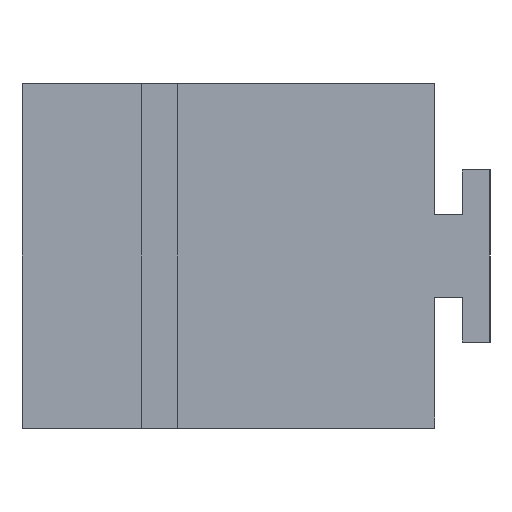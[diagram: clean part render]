
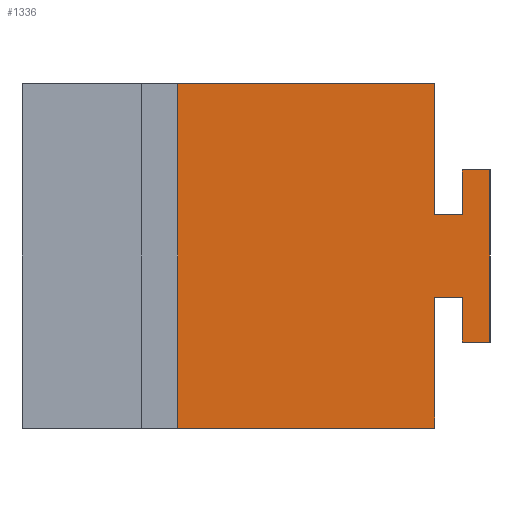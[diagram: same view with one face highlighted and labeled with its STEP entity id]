
A CAD part, left-side view. The second image highlights one B-rep face of the part: STEP entity #1336.
In plain terms, the highlighted planar face has unit normal (-1, 0, 0).
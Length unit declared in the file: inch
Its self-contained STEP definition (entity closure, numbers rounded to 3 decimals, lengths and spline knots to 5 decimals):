
#1252=AXIS2_PLACEMENT_3D('Plane Axis2P3D',#1249,#1250,#1251) ;
#52=CARTESIAN_POINT('Vertex',(0.,1.8675,-2.5)) ;
#55=CARTESIAN_POINT('Line Origine',(0.,1.8675,-1.25)) ;
#59=CARTESIAN_POINT('Vertex',(0.,1.8675,0.)) ;
#532=CARTESIAN_POINT('Vertex',(0.,0.,-2.5)) ;
#535=CARTESIAN_POINT('Line Origine',(0.,0.93375,-2.5)) ;
#1249=CARTESIAN_POINT('Axis2P3D Location',(0.,3.,0.)) ;
#1254=CARTESIAN_POINT('Line Origine',(0.,0.,-2.025)) ;
#1258=CARTESIAN_POINT('Vertex',(0.,0.,-1.55)) ;
#1261=CARTESIAN_POINT('Line Origine',(0.,-0.1,-1.55)) ;
#1265=CARTESIAN_POINT('Vertex',(0.,-0.2,-1.55)) ;
#1268=CARTESIAN_POINT('Line Origine',(0.,-0.2,-1.7125)) ;
#1272=CARTESIAN_POINT('Vertex',(0.,-0.2,-1.875)) ;
#1275=CARTESIAN_POINT('Line Origine',(0.,-0.3,-1.875)) ;
#1279=CARTESIAN_POINT('Vertex',(0.,-0.4,-1.875)) ;
#1282=CARTESIAN_POINT('Line Origine',(0.,-0.4,-1.25)) ;
#1286=CARTESIAN_POINT('Vertex',(0.,-0.4,-0.625)) ;
#1289=CARTESIAN_POINT('Line Origine',(0.,-0.3,-0.625)) ;
#1293=CARTESIAN_POINT('Vertex',(0.,-0.2,-0.625)) ;
#1296=CARTESIAN_POINT('Line Origine',(0.,-0.2,-0.7875)) ;
#1300=CARTESIAN_POINT('Vertex',(0.,-0.2,-0.95)) ;
#1303=CARTESIAN_POINT('Line Origine',(0.,-0.1,-0.95)) ;
#1307=CARTESIAN_POINT('Vertex',(0.,0.,-0.95)) ;
#1310=CARTESIAN_POINT('Line Origine',(0.,0.,-0.475)) ;
#1314=CARTESIAN_POINT('Vertex',(0.,0.,0.)) ;
#1317=CARTESIAN_POINT('Line Origine',(0.,0.93375,0.)) ;
#56=DIRECTION('Vector Direction',(0.,0.,1.)) ;
#536=DIRECTION('Vector Direction',(0.,-1.,0.)) ;
#1250=DIRECTION('Axis2P3D Direction',(1.,0.,0.)) ;
#1251=DIRECTION('Axis2P3D XDirection',(0.,-1.,0.)) ;
#1255=DIRECTION('Vector Direction',(0.,0.,-1.)) ;
#1262=DIRECTION('Vector Direction',(0.,-1.,0.)) ;
#1269=DIRECTION('Vector Direction',(0.,0.,-1.)) ;
#1276=DIRECTION('Vector Direction',(0.,-1.,0.)) ;
#1283=DIRECTION('Vector Direction',(0.,0.,1.)) ;
#1290=DIRECTION('Vector Direction',(0.,1.,0.)) ;
#1297=DIRECTION('Vector Direction',(0.,0.,-1.)) ;
#1304=DIRECTION('Vector Direction',(0.,1.,0.)) ;
#1311=DIRECTION('Vector Direction',(0.,0.,-1.)) ;
#1318=DIRECTION('Vector Direction',(0.,-1.,0.)) ;
#57=VECTOR('Line Direction',#56,0.03937) ;
#537=VECTOR('Line Direction',#536,0.03937) ;
#1256=VECTOR('Line Direction',#1255,0.03937) ;
#1263=VECTOR('Line Direction',#1262,0.03937) ;
#1270=VECTOR('Line Direction',#1269,0.03937) ;
#1277=VECTOR('Line Direction',#1276,0.03937) ;
#1284=VECTOR('Line Direction',#1283,0.03937) ;
#1291=VECTOR('Line Direction',#1290,0.03937) ;
#1298=VECTOR('Line Direction',#1297,0.03937) ;
#1305=VECTOR('Line Direction',#1304,0.03937) ;
#1312=VECTOR('Line Direction',#1311,0.03937) ;
#1319=VECTOR('Line Direction',#1318,0.03937) ;
#1323=ORIENTED_EDGE('',*,*,#61,.F.) ;
#1324=ORIENTED_EDGE('',*,*,#539,.T.) ;
#1325=ORIENTED_EDGE('',*,*,#1260,.T.) ;
#1326=ORIENTED_EDGE('',*,*,#1267,.T.) ;
#1327=ORIENTED_EDGE('',*,*,#1274,.T.) ;
#1328=ORIENTED_EDGE('',*,*,#1281,.T.) ;
#1329=ORIENTED_EDGE('',*,*,#1288,.T.) ;
#1330=ORIENTED_EDGE('',*,*,#1295,.T.) ;
#1331=ORIENTED_EDGE('',*,*,#1302,.T.) ;
#1332=ORIENTED_EDGE('',*,*,#1309,.T.) ;
#1333=ORIENTED_EDGE('',*,*,#1316,.T.) ;
#1334=ORIENTED_EDGE('',*,*,#1321,.F.) ;
#1336=ADVANCED_FACE('MASTER MODEL',(#1335),#1253,.F.) ;
#61=EDGE_CURVE('',#53,#60,#58,.T.) ;
#539=EDGE_CURVE('',#53,#533,#538,.T.) ;
#1260=EDGE_CURVE('',#533,#1259,#1257,.F.) ;
#1267=EDGE_CURVE('',#1259,#1266,#1264,.T.) ;
#1274=EDGE_CURVE('',#1266,#1273,#1271,.T.) ;
#1281=EDGE_CURVE('',#1273,#1280,#1278,.T.) ;
#1288=EDGE_CURVE('',#1280,#1287,#1285,.T.) ;
#1295=EDGE_CURVE('',#1287,#1294,#1292,.T.) ;
#1302=EDGE_CURVE('',#1294,#1301,#1299,.T.) ;
#1309=EDGE_CURVE('',#1301,#1308,#1306,.T.) ;
#1316=EDGE_CURVE('',#1308,#1315,#1313,.F.) ;
#1321=EDGE_CURVE('',#60,#1315,#1320,.T.) ;
#1322=EDGE_LOOP('',(#1323,#1324,#1325,#1326,#1327,#1328,#1329,#1330,#1331,#1332,#1333,#1334)) ;
#1335=FACE_OUTER_BOUND('',#1322,.T.) ;
#58=LINE('Line',#55,#57) ;
#538=LINE('Line',#535,#537) ;
#1257=LINE('Line',#1254,#1256) ;
#1264=LINE('Line',#1261,#1263) ;
#1271=LINE('Line',#1268,#1270) ;
#1278=LINE('Line',#1275,#1277) ;
#1285=LINE('Line',#1282,#1284) ;
#1292=LINE('Line',#1289,#1291) ;
#1299=LINE('Line',#1296,#1298) ;
#1306=LINE('Line',#1303,#1305) ;
#1313=LINE('Line',#1310,#1312) ;
#1320=LINE('Line',#1317,#1319) ;
#1253=PLANE('',#1252) ;
#53=VERTEX_POINT('',#52) ;
#60=VERTEX_POINT('',#59) ;
#533=VERTEX_POINT('',#532) ;
#1259=VERTEX_POINT('',#1258) ;
#1266=VERTEX_POINT('',#1265) ;
#1273=VERTEX_POINT('',#1272) ;
#1280=VERTEX_POINT('',#1279) ;
#1287=VERTEX_POINT('',#1286) ;
#1294=VERTEX_POINT('',#1293) ;
#1301=VERTEX_POINT('',#1300) ;
#1308=VERTEX_POINT('',#1307) ;
#1315=VERTEX_POINT('',#1314) ;
